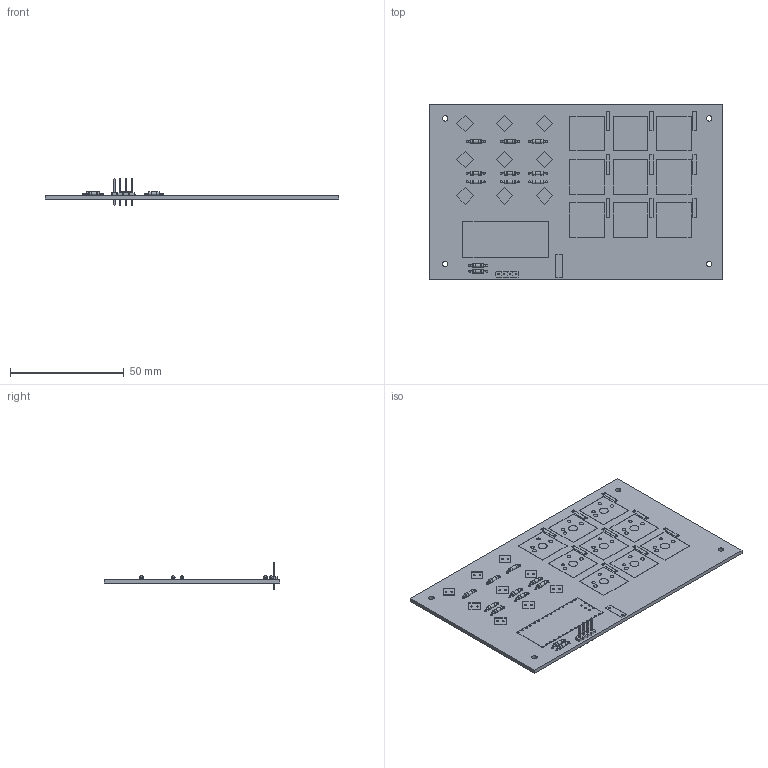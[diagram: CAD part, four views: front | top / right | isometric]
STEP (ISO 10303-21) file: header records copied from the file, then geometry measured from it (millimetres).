
FILE_DESCRIPTION(/* description */ (''),/* implementation_level */ '2;1');
FILE_NAME(/* name */ '5bb7f738-2902-44d0-8137-0073809d4eb3.stp',/* time_stamp */ '2023-10-17T13:26:23Z',/* author */ (''),/* organization */ (''),/* preprocessor_version */ 'ST-DEVELOPER v20',/* originating_system */ 'Autodesk Translation Framework v12.14.0.127',/* authorisation */ '');
FILE_SCHEMA (('AUTOMOTIVE_DESIGN { 1 0 10303 214 3 1 1 }'));
Length unit declared in the file: millimetre
Products named in the file (12): 5bb7f738-2902-44d0-8137-0073809d4eb3; PCB Component; Board; DO-1N4148; LED5MM; 10k; CHERRY-MX; 61300411121; 6130xx11121_PIN; 61300411121 (1); NANO; .1 uF
Assembly tree (48 placements, depth 4):
  5bb7f738-2902-44d0-8137-0073809d4eb3
    PCB Component
      Board
      DO-1N4148  x9
      LED5MM  x9
      10k  x11
      CHERRY-MX  x9
      61300411121
        6130xx11121_PIN  x4
        61300411121 (1)
      NANO
      .1 uF
Bounding box: 129.21 x 77.46 x 11.54 mm (x, y, z)
Volume: 16772.9 mm3; surface area: 28122.6 mm2
Topology: 46 solids, 46 shells, 654 faces, 1555 edges, 1015 vertices
Faces by surface type: plane 340, cylinder 226, torus 88
Full cylindrical faces by diameter (mm): 0.5 x44, 0.8 x36, 0.813 x40, 0.9 x18, 0.914 x2, 1.1 x4, 1.5 x18, 1.52 x11, 1.6 x22, 1.714 x18, 2.4 x4, 4 x9
Entity records: 10524 total; most frequent: DIRECTION 1772, CARTESIAN_POINT 1606, ORIENTED_EDGE 1526, EDGE_CURVE 763, AXIS2_PLACEMENT_3D 671, EDGE_LOOP 586, VERTEX_POINT 505, LINE 430
